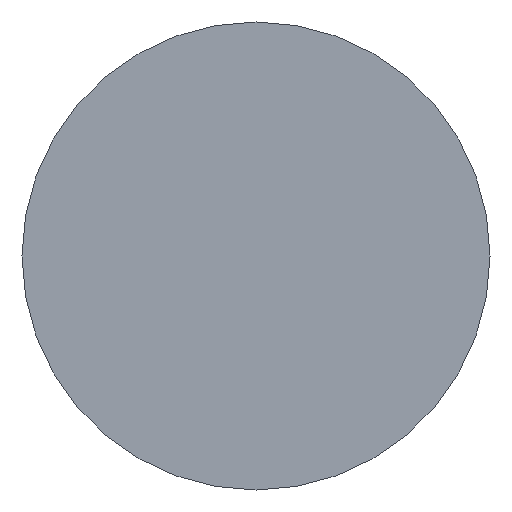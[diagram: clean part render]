
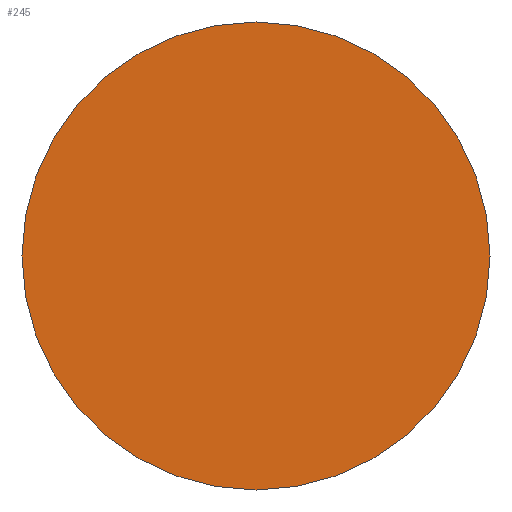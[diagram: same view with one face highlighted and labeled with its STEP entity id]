
A CAD part, front view. The second image highlights one B-rep face of the part: STEP entity #245.
In plain terms, the highlighted planar face has unit normal (0, -1, 0).
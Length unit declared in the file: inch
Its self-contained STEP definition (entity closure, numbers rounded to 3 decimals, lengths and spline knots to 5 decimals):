
#17 = CIRCLE ( 'NONE', #62, 0.015 ) ;
#35 = EDGE_LOOP ( 'NONE', ( #291, #271 ) ) ;
#36 = AXIS2_PLACEMENT_3D ( 'NONE', #207, #42, #297 ) ;
#42 = DIRECTION ( 'NONE',  ( 0., -1., 0. ) ) ;
#62 = AXIS2_PLACEMENT_3D ( 'NONE', #64, #201, #292 ) ;
#64 = CARTESIAN_POINT ( 'NONE',  ( 0., 0., 0. ) ) ;
#67 = PLANE ( 'NONE',  #208 ) ;
#76 = EDGE_CURVE ( 'NONE', #266, #219, #127, .T. ) ;
#117 = FACE_OUTER_BOUND ( 'NONE', #35, .T. ) ;
#127 = CIRCLE ( 'NONE', #36, 0.015 ) ;
#180 = CARTESIAN_POINT ( 'NONE',  ( 0., 0., -0.015 ) ) ;
#201 = DIRECTION ( 'NONE',  ( 0., -1., 0. ) ) ;
#202 = DIRECTION ( 'NONE',  ( 0., 1., 0. ) ) ;
#207 = CARTESIAN_POINT ( 'NONE',  ( 0., 0., 0. ) ) ;
#208 = AXIS2_PLACEMENT_3D ( 'NONE', #314, #202, #270 ) ;
#219 = VERTEX_POINT ( 'NONE', #288 ) ;
#245 = ADVANCED_FACE ( 'NONE', ( #117 ), #67, .F. ) ;
#266 = VERTEX_POINT ( 'NONE', #180 ) ;
#270 = DIRECTION ( 'NONE',  ( 0., 0., 1. ) ) ;
#271 = ORIENTED_EDGE ( 'NONE', *, *, #279, .T. ) ;
#279 = EDGE_CURVE ( 'NONE', #219, #266, #17, .T. ) ;
#288 = CARTESIAN_POINT ( 'NONE',  ( 0., 0., 0.015 ) ) ;
#291 = ORIENTED_EDGE ( 'NONE', *, *, #76, .T. ) ;
#292 = DIRECTION ( 'NONE',  ( 0., 0., -1. ) ) ;
#297 = DIRECTION ( 'NONE',  ( 0., 0., -1. ) ) ;
#314 = CARTESIAN_POINT ( 'NONE',  ( -0.015, 0., 0. ) ) ;
